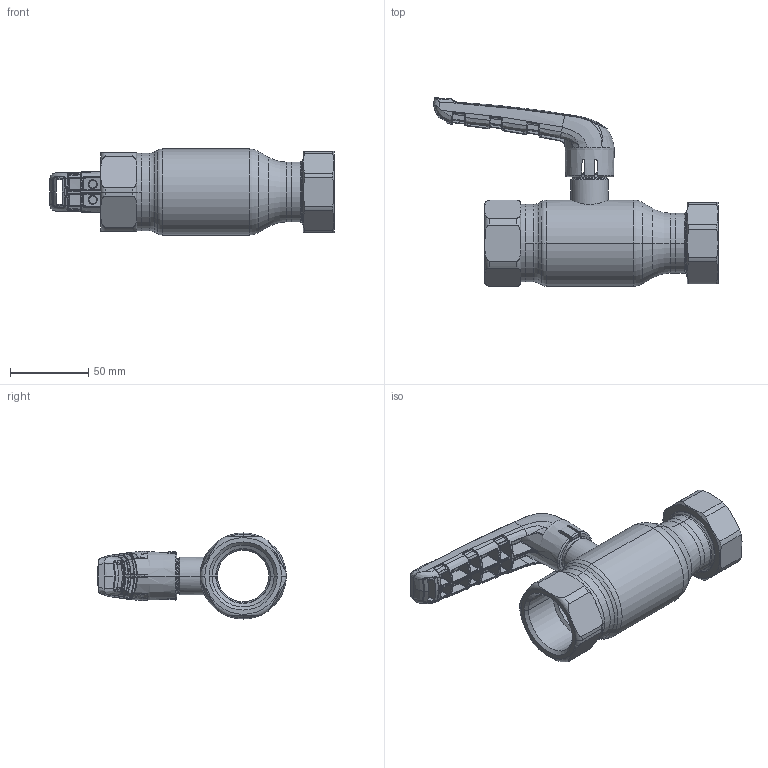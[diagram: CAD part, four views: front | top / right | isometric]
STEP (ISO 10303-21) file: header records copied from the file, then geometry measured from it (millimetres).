
FILE_DESCRIPTION (( 'STEP AP214' ), '1' );
FILE_NAME ('2032002200-xxxx.step', '2019-05-10T06:56:26', ( '' ), ( '' ), 'SwSTEP 2.0', 'SolidWorks 2017', '' );
FILE_SCHEMA (( 'AUTOMOTIVE_DESIGN' ));
Length unit declared in the file: millimetre
Products named in the file (1): 2032002200-xxxx
Bounding box: 181.77 x 120.36 x 55 mm (x, y, z)
Surface area: 55645.5 mm2 (no closed solid volume)
Topology: 0 solids, 9 shells, 788 faces, 2399 edges, 1531 vertices
Faces by surface type: bspline 578, plane 68, cylinder 65, cone 35, torus 30, sphere 12
Entity records: 58805 total; most frequent: CARTESIAN_POINT 34131, ORIENTED_EDGE 4061, EDGE_CURVE 2397, DIRECTION 1802, B_SPLINE_CURVE_WITH_KNOTS 1610, VERTEX_POINT 1533, EDGE_LOOP 810, AXIS2_PLACEMENT_3D 806
